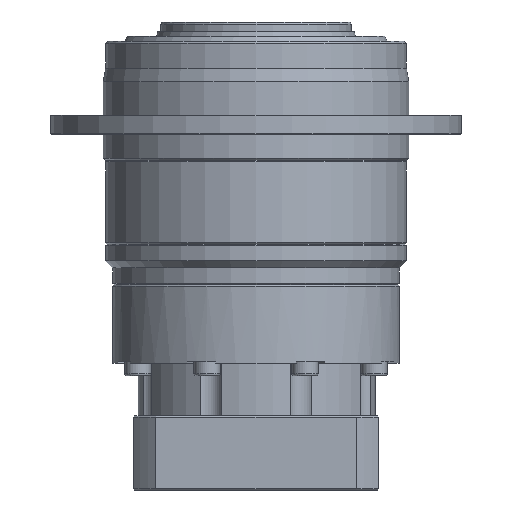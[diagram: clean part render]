
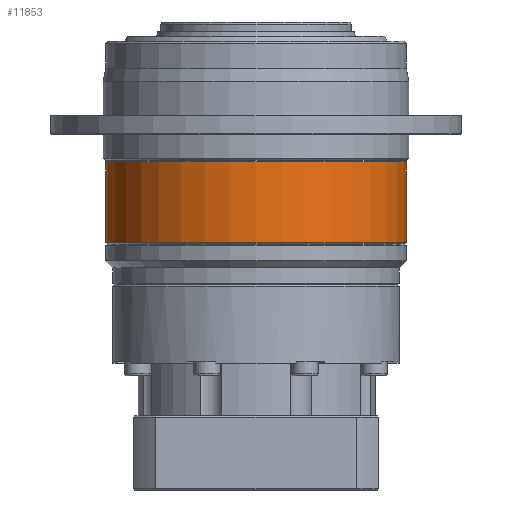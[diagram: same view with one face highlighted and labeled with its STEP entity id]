
A CAD part, front view. The second image highlights one B-rep face of the part: STEP entity #11853.
In plain terms, the highlighted cylindrical face has radius 31.5 mm (diameter 63 mm), a partial arc.
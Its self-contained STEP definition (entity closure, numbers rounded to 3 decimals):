
#320 = CARTESIAN_POINT ( 'NONE',  ( 31.5, 0., 7.5 ) ) ;
#1897 = LINE ( 'NONE', #2556, #7576 ) ;
#2350 = EDGE_CURVE ( 'NONE', #12825, #12419, #8174, .T. ) ;
#2457 = DIRECTION ( 'NONE',  ( 0., 0., -1. ) ) ;
#2556 = CARTESIAN_POINT ( 'NONE',  ( 31.5, 0., 7.8 ) ) ;
#4430 = VECTOR ( 'NONE', #10261, 1000. ) ;
#4724 = EDGE_CURVE ( 'NONE', #11490, #12825, #10901, .T. ) ;
#5035 = CARTESIAN_POINT ( 'NONE',  ( -31.5, 0., 7.5 ) ) ;
#5851 = CARTESIAN_POINT ( 'NONE',  ( 0., 0., -9.4 ) ) ;
#5863 = DIRECTION ( 'NONE',  ( 1., 0., 0. ) ) ;
#5902 = DIRECTION ( 'NONE',  ( 0., 0., 1. ) ) ;
#6035 = CARTESIAN_POINT ( 'NONE',  ( 0., 0., 7.5 ) ) ;
#6176 = CYLINDRICAL_SURFACE ( 'NONE', #7316, 31.5 ) ;
#7015 = EDGE_CURVE ( 'NONE', #11695, #12419, #1897, .T. ) ;
#7167 = DIRECTION ( 'NONE',  ( 1., 0., 0. ) ) ;
#7316 = AXIS2_PLACEMENT_3D ( 'NONE', #12422, #11789, #11739 ) ;
#7462 = AXIS2_PLACEMENT_3D ( 'NONE', #5851, #5902, #5863 ) ;
#7576 = VECTOR ( 'NONE', #2457, 1000. ) ;
#7922 = ORIENTED_EDGE ( 'NONE', *, *, #2350, .T. ) ;
#7995 = AXIS2_PLACEMENT_3D ( 'NONE', #6035, #14193, #7167 ) ;
#8174 = CIRCLE ( 'NONE', #7462, 31.5 ) ;
#8284 = CARTESIAN_POINT ( 'NONE',  ( -31.5, 0., -9.4 ) ) ;
#9140 = FACE_OUTER_BOUND ( 'NONE', #14751, .T. ) ;
#10261 = DIRECTION ( 'NONE',  ( 0., 0., -1. ) ) ;
#10873 = ORIENTED_EDGE ( 'NONE', *, *, #4724, .T. ) ;
#10901 = LINE ( 'NONE', #10969, #4430 ) ;
#10969 = CARTESIAN_POINT ( 'NONE',  ( -31.5, 0., 7.8 ) ) ;
#11381 = CIRCLE ( 'NONE', #7995, 31.5 ) ;
#11490 = VERTEX_POINT ( 'NONE', #5035 ) ;
#11695 = VERTEX_POINT ( 'NONE', #320 ) ;
#11739 = DIRECTION ( 'NONE',  ( -1., 0., 0. ) ) ;
#11789 = DIRECTION ( 'NONE',  ( 0., 0., -1. ) ) ;
#11853 = ADVANCED_FACE ( 'NONE', ( #9140 ), #6176, .T. ) ;
#12053 = ORIENTED_EDGE ( 'NONE', *, *, #12815, .T. ) ;
#12419 = VERTEX_POINT ( 'NONE', #12707 ) ;
#12422 = CARTESIAN_POINT ( 'NONE',  ( 0., 0., 7.8 ) ) ;
#12707 = CARTESIAN_POINT ( 'NONE',  ( 31.5, 0., -9.4 ) ) ;
#12815 = EDGE_CURVE ( 'NONE', #11695, #11490, #11381, .T. ) ;
#12825 = VERTEX_POINT ( 'NONE', #8284 ) ;
#13009 = ORIENTED_EDGE ( 'NONE', *, *, #7015, .F. ) ;
#14193 = DIRECTION ( 'NONE',  ( 0., 0., -1. ) ) ;
#14751 = EDGE_LOOP ( 'NONE', ( #13009, #12053, #10873, #7922 ) ) ;
